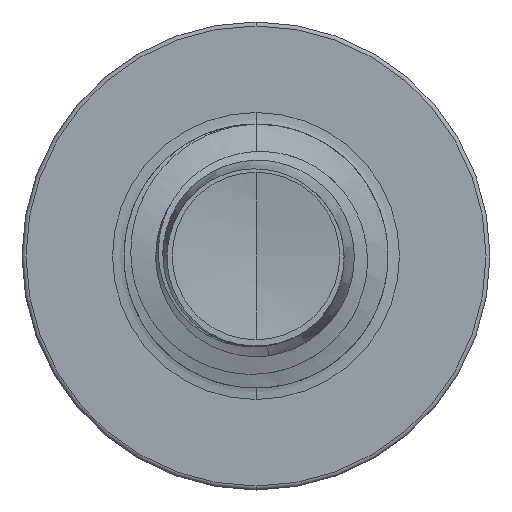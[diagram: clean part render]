
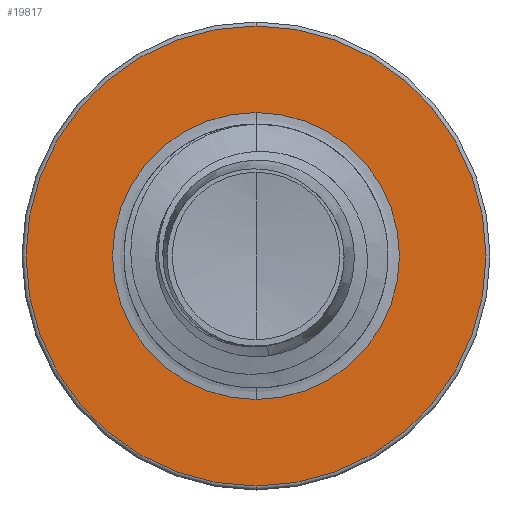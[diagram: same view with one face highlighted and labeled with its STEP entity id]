
A CAD part, front view. The second image highlights one B-rep face of the part: STEP entity #19817.
In plain terms, the highlighted planar face has unit normal (0, -1, 0).
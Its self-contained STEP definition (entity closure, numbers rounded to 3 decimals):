
#105 = DIRECTION ( 'NONE',  ( 0., 1., 0. ) ) ;
#227 = EDGE_LOOP ( 'NONE', ( #1436, #16438 ) ) ;
#1407 = AXIS2_PLACEMENT_3D ( 'NONE', #20306, #10829, #21856 ) ;
#1436 = ORIENTED_EDGE ( 'NONE', *, *, #3833, .T. ) ;
#2241 = ORIENTED_EDGE ( 'NONE', *, *, #14046, .F. ) ;
#2916 = DIRECTION ( 'NONE',  ( 0., 0., 1. ) ) ;
#3754 = DIRECTION ( 'NONE',  ( 0., 1., 0. ) ) ;
#3833 = EDGE_CURVE ( 'NONE', #11566, #11040, #20381, .T. ) ;
#3923 = EDGE_CURVE ( 'NONE', #14136, #17267, #10983, .T. ) ;
#4002 = CARTESIAN_POINT ( 'NONE',  ( 0., 6., -1.917 ) ) ;
#5158 = CIRCLE ( 'NONE', #21490, 1.917 ) ;
#5404 = FACE_OUTER_BOUND ( 'NONE', #17997, .T. ) ;
#6106 = CARTESIAN_POINT ( 'NONE',  ( 0., 6., 0. ) ) ;
#7378 = CARTESIAN_POINT ( 'NONE',  ( 0., 6., 1.917 ) ) ;
#7906 = DIRECTION ( 'NONE',  ( 0., 0., 1. ) ) ;
#8643 = ORIENTED_EDGE ( 'NONE', *, *, #3923, .F. ) ;
#10700 = EDGE_CURVE ( 'NONE', #11040, #11566, #19585, .T. ) ;
#10829 = DIRECTION ( 'NONE',  ( 0., 1., 0. ) ) ;
#10983 = CIRCLE ( 'NONE', #1407, 1.917 ) ;
#10988 = CARTESIAN_POINT ( 'NONE',  ( 0., 6., 0. ) ) ;
#11040 = VERTEX_POINT ( 'NONE', #17844 ) ;
#11566 = VERTEX_POINT ( 'NONE', #21137 ) ;
#12724 = DIRECTION ( 'NONE',  ( 0., 0., 1. ) ) ;
#13398 = DIRECTION ( 'NONE',  ( 0., 1., 0. ) ) ;
#14046 = EDGE_CURVE ( 'NONE', #17267, #14136, #5158, .T. ) ;
#14096 = CARTESIAN_POINT ( 'NONE',  ( 0., 6., 0. ) ) ;
#14136 = VERTEX_POINT ( 'NONE', #4002 ) ;
#15656 = DIRECTION ( 'NONE',  ( 0., 0., 1. ) ) ;
#16438 = ORIENTED_EDGE ( 'NONE', *, *, #10700, .T. ) ;
#17267 = VERTEX_POINT ( 'NONE', #7378 ) ;
#17635 = DIRECTION ( 'NONE',  ( 0., 1., 0. ) ) ;
#17844 = CARTESIAN_POINT ( 'NONE',  ( 0., 6., -1.196 ) ) ;
#17997 = EDGE_LOOP ( 'NONE', ( #2241, #8643 ) ) ;
#19550 = PLANE ( 'NONE',  #20603 ) ;
#19585 = CIRCLE ( 'NONE', #21606, 1.196 ) ;
#19817 = ADVANCED_FACE ( 'NONE', ( #5404, #21219 ), #19550, .F. ) ;
#19914 = AXIS2_PLACEMENT_3D ( 'NONE', #14096, #3754, #15656 ) ;
#20306 = CARTESIAN_POINT ( 'NONE',  ( 0., 6., 0. ) ) ;
#20381 = CIRCLE ( 'NONE', #19914, 1.196 ) ;
#20603 = AXIS2_PLACEMENT_3D ( 'NONE', #21088, #13398, #2916 ) ;
#21088 = CARTESIAN_POINT ( 'NONE',  ( 0., 6., -1.196 ) ) ;
#21137 = CARTESIAN_POINT ( 'NONE',  ( 0., 6., 1.196 ) ) ;
#21219 = FACE_BOUND ( 'NONE', #227, .T. ) ;
#21490 = AXIS2_PLACEMENT_3D ( 'NONE', #10988, #105, #12724 ) ;
#21606 = AXIS2_PLACEMENT_3D ( 'NONE', #6106, #17635, #7906 ) ;
#21856 = DIRECTION ( 'NONE',  ( 0., 0., 1. ) ) ;
